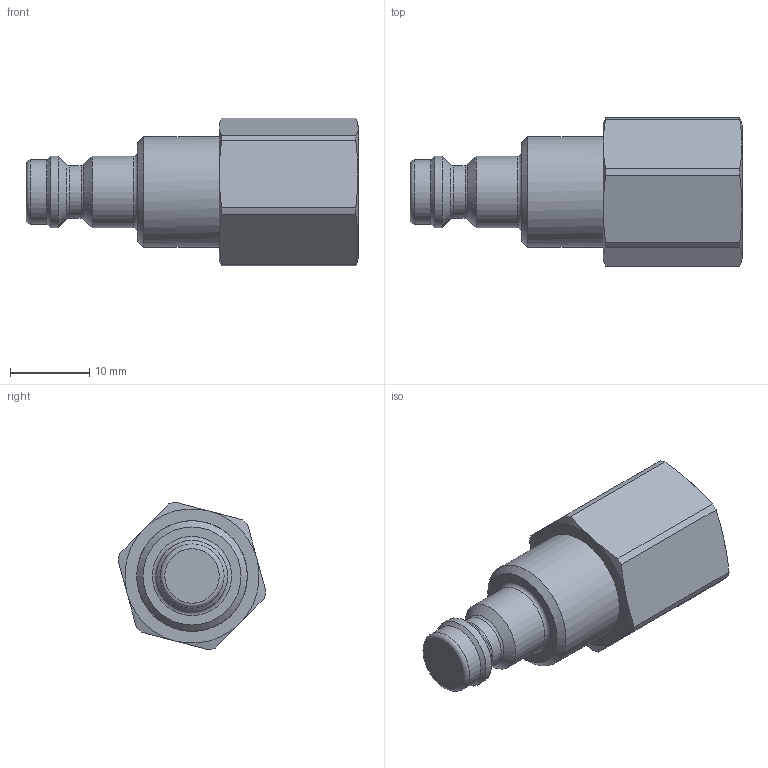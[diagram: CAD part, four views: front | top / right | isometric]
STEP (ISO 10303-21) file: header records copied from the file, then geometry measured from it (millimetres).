
FILE_DESCRIPTION((''),'2;1');
FILE_NAME('21sbim12mpn.stp','2013-07-09T11:46:25',('AS035480'),(''),'Autodesk Inventor 2013','Autodesk Inventor 2013','');
FILE_SCHEMA(('AUTOMOTIVE_DESIGN { 1 0 10303 214 1 1 1 1 }'));
Length unit declared in the file: millimetre
Products named in the file (1): D107214
Bounding box: 42 x 18.72 x 18.68 mm (x, y, z)
Volume: 5909.9 mm3; surface area: 2869.5 mm2
Topology: 1 solids, 4 shells, 56 faces, 125 edges, 74 vertices
Faces by surface type: cone 23, cylinder 17, plane 11, torus 5
Full cylindrical faces by diameter (mm): 6.085 x1, 6.65 x1, 7.2 x1, 8.1 x1, 9 x2, 9.5 x1, 10.5 x1, 11 x1, 11.46 x1, 14 x1
Entity records: 1407 total; most frequent: CARTESIAN_POINT 261, DIRECTION 234, ORIENTED_EDGE 180, AXIS2_PLACEMENT_3D 111, EDGE_CURVE 90, EDGE_LOOP 86, VERTEX_POINT 66, FACE_OUTER_BOUND 56
